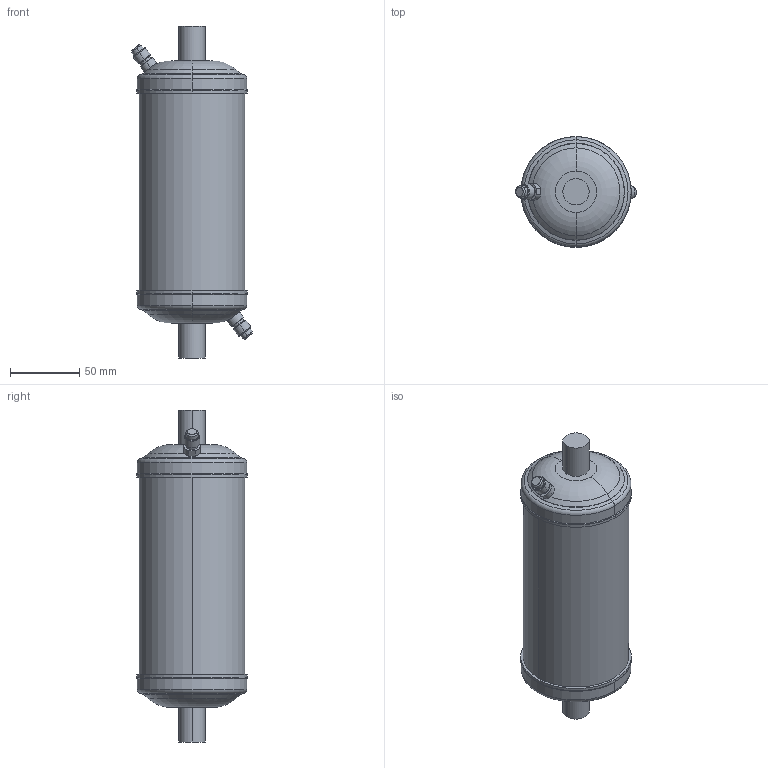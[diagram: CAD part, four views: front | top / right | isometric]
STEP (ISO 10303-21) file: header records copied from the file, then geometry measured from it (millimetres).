
FILE_DESCRIPTION (( 'STEP AP203' ), '1' );
FILE_NAME ('023Z1016R - DAS 305sVV.STEP', '2022-12-22T11:12:34', ( '' ), ( '' ), 'SwSTEP 2.0', 'SolidWorks 2020', '' );
FILE_SCHEMA (( 'CONFIG_CONTROL_DESIGN' ));
Length unit declared in the file: millimetre
Products named in the file (1): 023Z1016R - DAS 305sVV
Bounding box: 87.41 x 80 x 240 mm (x, y, z)
Volume: 857085.7 mm3; surface area: 56727 mm2
Topology: 1 solids, 1 shells, 92 faces, 194 edges, 116 vertices
Faces by surface type: cylinder 36, cone 20, plane 20, torus 16
Entity records: 2675 total; most frequent: CARTESIAN_POINT 541, DIRECTION 490, ORIENTED_EDGE 388, AXIS2_PLACEMENT_3D 211, EDGE_CURVE 194, CIRCLE 118, VERTEX_POINT 116, EDGE_LOOP 104
